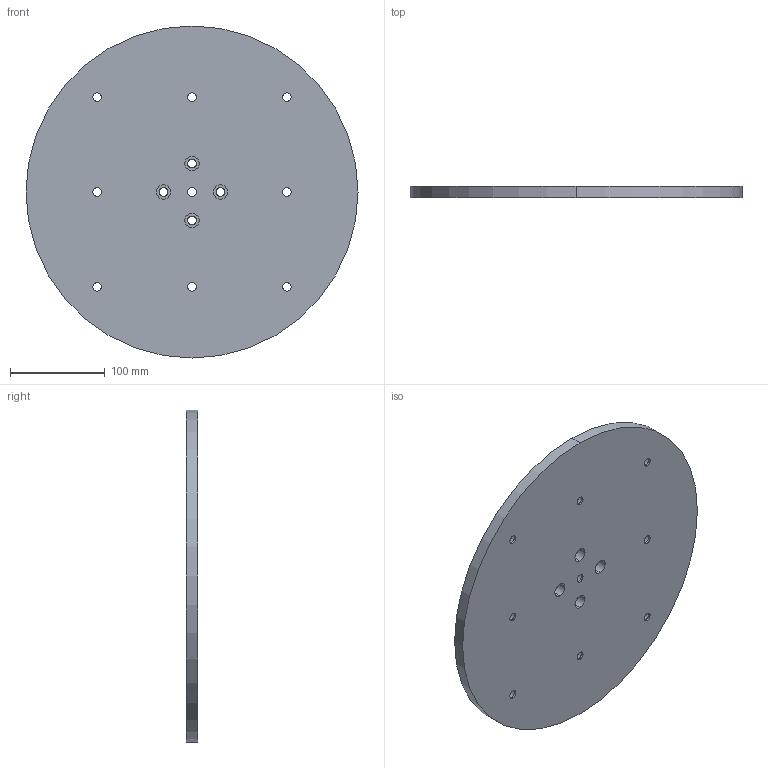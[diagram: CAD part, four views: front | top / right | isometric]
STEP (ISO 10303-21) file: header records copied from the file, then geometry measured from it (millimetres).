
FILE_DESCRIPTION (( 'STEP AP203' ), '1' );
FILE_NAME ('狟菁釱.STEP', '2025-11-19T02:40:51', ( '' ), ( '' ), 'SwSTEP 2.0', 'SolidWorks 2023', '' );
FILE_SCHEMA (( 'CONFIG_CONTROL_DESIGN' ));
Length unit declared in the file: millimetre
Products named in the file (1): 下底座
Bounding box: 350 x 12 x 350 mm (x, y, z)
Volume: 1129908.4 mm3; surface area: 210824.4 mm2
Topology: 1 solids, 1 shells, 69 faces, 162 edges, 108 vertices
Faces by surface type: cylinder 54, plane 15
Entity records: 2173 total; most frequent: DIRECTION 410, CARTESIAN_POINT 340, ORIENTED_EDGE 324, AXIS2_PLACEMENT_3D 178, EDGE_CURVE 162, EDGE_LOOP 108, VERTEX_POINT 108, CIRCLE 108
